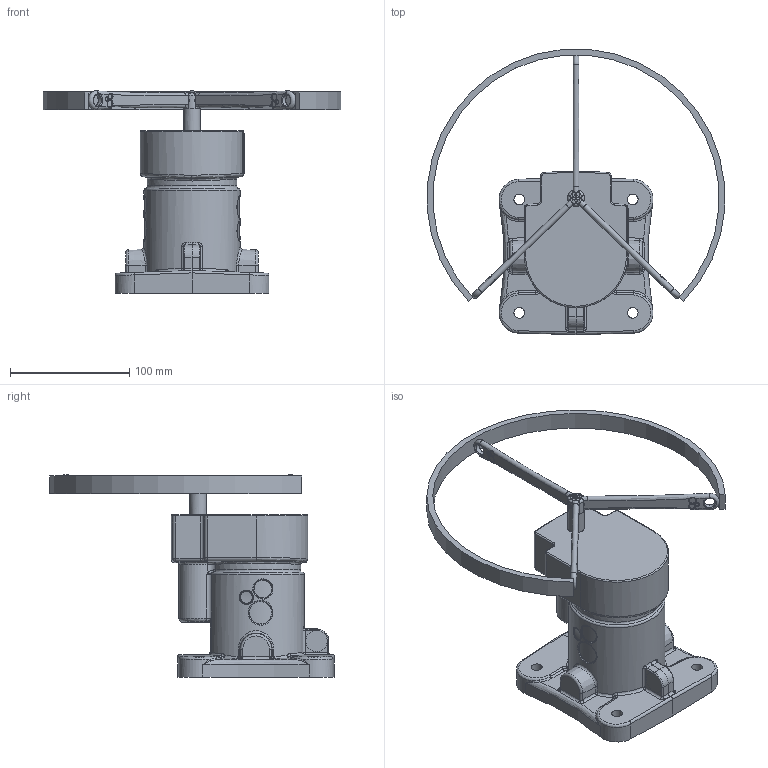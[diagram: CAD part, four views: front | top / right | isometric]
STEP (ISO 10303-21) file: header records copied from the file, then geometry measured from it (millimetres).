
FILE_DESCRIPTION(/* description */ (''),/* implementation_level */ '2;1');
FILE_NAME(/* name */ 'AES JI RS3274_SLD with HandleSwing Ring.stp',/* time_stamp */ '2023-03-13T08:01:08+10:00',/* author */ ('a.tao491'),/* organization */ (''),/* preprocessor_version */ 'ST-DEVELOPER v16.5',/* originating_system */ 'Autodesk Inventor 2017',/* authorisation */ '');
FILE_SCHEMA (('AUTOMOTIVE_DESIGN { 1 0 10303 214 3 1 1 }'));
Length unit declared in the file: millimetre
Products named in the file (7): AES JI RS3274_SLD with HandleSwing Ring; 2752_SLD; RS1918_SLD; 1712_SLD; 2547; 1715; AES JI HandleSwing Ring
Assembly tree (8 placements, depth 3):
  AES JI RS3274_SLD with HandleSwing Ring
    2752_SLD
    RS1918_SLD  x3
      1712_SLD
      2547
      1715
    AES JI HandleSwing Ring
Bounding box: 249.3 x 238.78 x 169.59 mm (x, y, z)
Volume: 1124150 mm3; surface area: 127272 mm2
Topology: 11 solids, 11 shells, 518 faces, 1216 edges, 709 vertices
Faces by surface type: bspline 174, cylinder 129, plane 120, torus 77, sphere 10, cone 8
Full cylindrical faces by diameter (mm): 4 x6, 5 x3, 9 x4, 9.5 x3, 14 x3
Entity records: 16729 total; most frequent: CARTESIAN_POINT 7995, ORIENTED_EDGE 1752, DIRECTION 1711, EDGE_CURVE 876, AXIS2_PLACEMENT_3D 743, VERTEX_POINT 518, EDGE_LOOP 424, FACE_OUTER_BOUND 388
